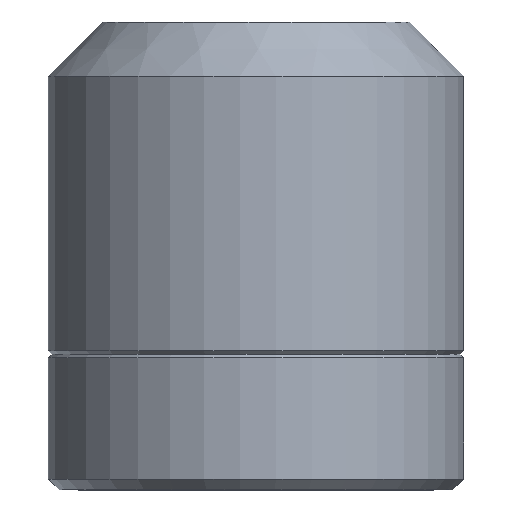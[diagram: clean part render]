
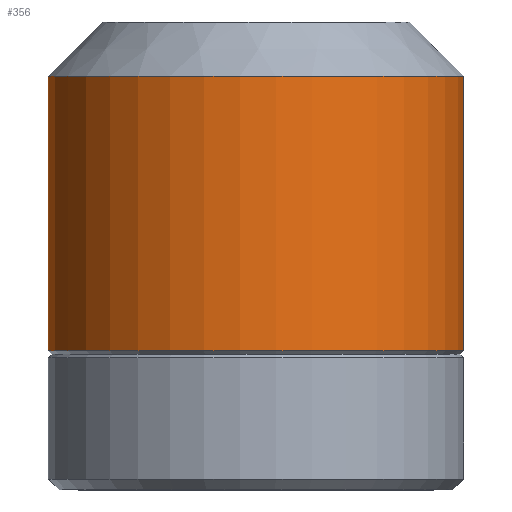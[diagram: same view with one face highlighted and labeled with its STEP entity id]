
A CAD part, front view. The second image highlights one B-rep face of the part: STEP entity #356.
In plain terms, the highlighted cylindrical face has radius 11.5 mm (diameter 23 mm), a full revolution.
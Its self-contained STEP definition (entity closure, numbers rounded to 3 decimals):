
#180=FACE_BOUND('',#534,.T.);
#181=FACE_BOUND('',#535,.T.);
#253=CYLINDRICAL_SURFACE('',#1275,11.5);
#356=ADVANCED_FACE('',(#180,#181),#253,.T.);
#534=EDGE_LOOP('',(#802));
#535=EDGE_LOOP('',(#803));
#802=ORIENTED_EDGE('',*,*,#1039,.T.);
#803=ORIENTED_EDGE('',*,*,#1040,.F.);
#929=VERTEX_POINT('',#1922);
#930=VERTEX_POINT('',#1924);
#1039=EDGE_CURVE('',#929,#929,#1125,.T.);
#1040=EDGE_CURVE('',#930,#930,#1126,.T.);
#1125=CIRCLE('',#1273,11.5);
#1126=CIRCLE('',#1274,11.5);
#1273=AXIS2_PLACEMENT_3D('',#1921,#1593,#1594);
#1274=AXIS2_PLACEMENT_3D('',#1923,#1595,#1596);
#1275=AXIS2_PLACEMENT_3D('',#1925,#1597,#1598);
#1593=DIRECTION('',(0.,0.,-1.));
#1594=DIRECTION('',(0.995,0.095,0.));
#1595=DIRECTION('',(0.,0.,-1.));
#1596=DIRECTION('',(0.995,0.095,0.));
#1597=DIRECTION('',(0.,0.,1.));
#1598=DIRECTION('',(-0.095,0.995,0.));
#1921=CARTESIAN_POINT('',(0.,0.,19.741));
#1922=CARTESIAN_POINT('',(11.448,1.098,19.741));
#1923=CARTESIAN_POINT('',(0.,0.,4.596));
#1924=CARTESIAN_POINT('',(11.448,1.098,4.596));
#1925=CARTESIAN_POINT('',(0.,0.,0.586));
